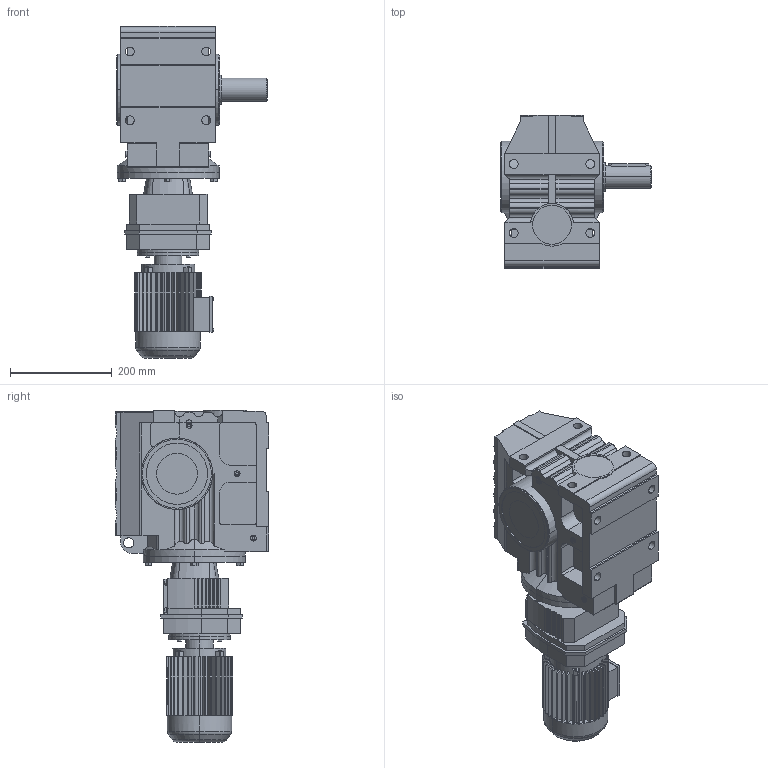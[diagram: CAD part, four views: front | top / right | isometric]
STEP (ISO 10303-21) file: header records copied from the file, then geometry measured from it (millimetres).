
FILE_DESCRIPTION(('Open CASCADE Model'),'2;1');
FILE_NAME('Open CASCADE Shape Model','2019-08-20T17:43:40',('Author'),( 'Open CASCADE'),'Open CASCADE STEP processor 6.3','Open CASCADE 6.3' ,'Unknown');
FILE_SCHEMA(('AUTOMOTIVE_DESIGN_CC2 { 1 2 10303 214 -1 1 5 4 }'));
Length unit declared in the file: millimetre
Products named in the file (5): 1_S77R37-Y63M-A; S47‵97_77.step; 萇儂_120_Y63M.step; R_77_37.step; す瑩妗陑粣S_77_S.step
Assembly tree (4 placements, depth 2):
  1_S77R37-Y63M-A
    S47‵97_77.step
    萇儂_120_Y63M.step
    R_77_37.step
    す瑩妗陑粣S_77_S.step
Bounding box: 296 x 301 x 651 mm (x, y, z)
Volume: 17797601.8 mm3; surface area: 990407.9 mm2
Topology: 4 solids, 4 shells, 1104 faces, 2973 edges, 1935 vertices
Faces by surface type: plane 746, cylinder 333, cone 21, torus 4
Entity records: 81651 total; most frequent: CARTESIAN_POINT 25332, DIRECTION 9659, ORIENTED_EDGE 5942, PCURVE 5942, DEFINITIONAL_REPRESENTATION 5942, LINE 5413, VECTOR 5413, EDGE_CURVE 2971
